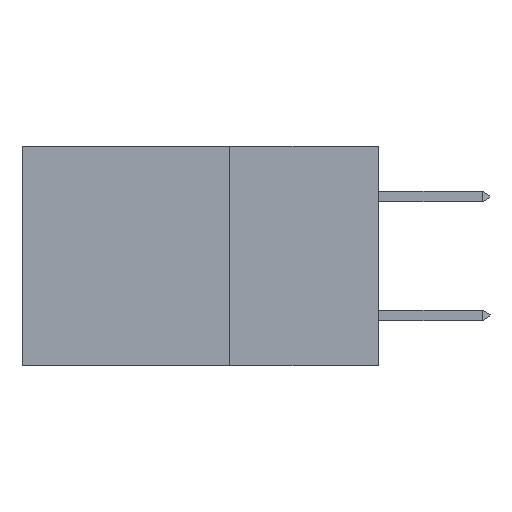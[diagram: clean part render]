
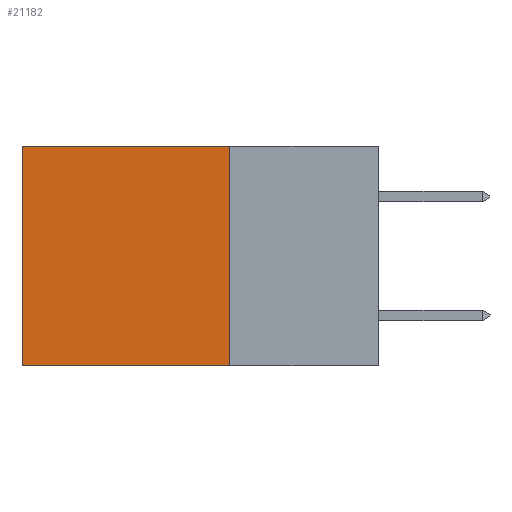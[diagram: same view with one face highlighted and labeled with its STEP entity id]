
A CAD part, left-side view. The second image highlights one B-rep face of the part: STEP entity #21182.
In plain terms, the highlighted planar face has unit normal (-1, 0, 0).
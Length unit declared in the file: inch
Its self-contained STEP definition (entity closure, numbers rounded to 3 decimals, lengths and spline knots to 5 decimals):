
#26 = DIRECTION ( 'NONE',  ( 0., 0., -1. ) ) ;
#100 = CARTESIAN_POINT ( 'NONE',  ( 0.298, 0.25, -0.37 ) ) ;
#1891 = EDGE_CURVE ( 'NONE', #19669, #21420, #2462, .T. ) ;
#1987 = CARTESIAN_POINT ( 'NONE',  ( 0.298, 0.6, 0. ) ) ;
#2132 = VECTOR ( 'NONE', #20765, 39.37008 ) ;
#2462 = LINE ( 'NONE', #11816, #11821 ) ;
#3342 = ORIENTED_EDGE ( 'NONE', *, *, #1891, .T. ) ;
#4309 = CARTESIAN_POINT ( 'NONE',  ( 0.298, 0.25, 0. ) ) ;
#4401 = CARTESIAN_POINT ( 'NONE',  ( 0.298, 0.6, -0.37 ) ) ;
#4794 = DIRECTION ( 'NONE',  ( 0., 0., -1. ) ) ;
#5620 = ORIENTED_EDGE ( 'NONE', *, *, #8616, .F. ) ;
#5667 = CARTESIAN_POINT ( 'NONE',  ( 0.298, 0.25, 0. ) ) ;
#6406 = VECTOR ( 'NONE', #16082, 39.37008 ) ;
#7141 = LINE ( 'NONE', #18872, #16494 ) ;
#7178 = VERTEX_POINT ( 'NONE', #100 ) ;
#7573 = CARTESIAN_POINT ( 'NONE',  ( 0.298, 0.25, -0.37 ) ) ;
#7722 = LINE ( 'NONE', #7573, #2132 ) ;
#8612 = EDGE_CURVE ( 'NONE', #7178, #21420, #7722, .T. ) ;
#8616 = EDGE_CURVE ( 'NONE', #10667, #7178, #7141, .T. ) ;
#9014 = ORIENTED_EDGE ( 'NONE', *, *, #8612, .F. ) ;
#9333 = ORIENTED_EDGE ( 'NONE', *, *, #11637, .T. ) ;
#10667 = VERTEX_POINT ( 'NONE', #4309 ) ;
#11242 = DIRECTION ( 'NONE',  ( 1., 0., 0. ) ) ;
#11637 = EDGE_CURVE ( 'NONE', #10667, #19669, #20742, .T. ) ;
#11816 = CARTESIAN_POINT ( 'NONE',  ( 0.298, 0.6, 0. ) ) ;
#11821 = VECTOR ( 'NONE', #4794, 39.37008 ) ;
#13175 = DIRECTION ( 'NONE',  ( 0., 0., -1. ) ) ;
#14146 = CARTESIAN_POINT ( 'NONE',  ( 0.298, 0.25, 0. ) ) ;
#16082 = DIRECTION ( 'NONE',  ( 0., 1., 0. ) ) ;
#16494 = VECTOR ( 'NONE', #13175, 39.37008 ) ;
#16758 = PLANE ( 'NONE',  #19603 ) ;
#18872 = CARTESIAN_POINT ( 'NONE',  ( 0.298, 0.25, 0. ) ) ;
#19603 = AXIS2_PLACEMENT_3D ( 'NONE', #5667, #11242, #26 ) ;
#19669 = VERTEX_POINT ( 'NONE', #1987 ) ;
#20742 = LINE ( 'NONE', #14146, #6406 ) ;
#20765 = DIRECTION ( 'NONE',  ( 0., 1., 0. ) ) ;
#21182 = ADVANCED_FACE ( 'NONE', ( #21280 ), #16758, .F. ) ;
#21280 = FACE_OUTER_BOUND ( 'NONE', #23229, .T. ) ;
#21420 = VERTEX_POINT ( 'NONE', #4401 ) ;
#23229 = EDGE_LOOP ( 'NONE', ( #3342, #9014, #5620, #9333 ) ) ;
